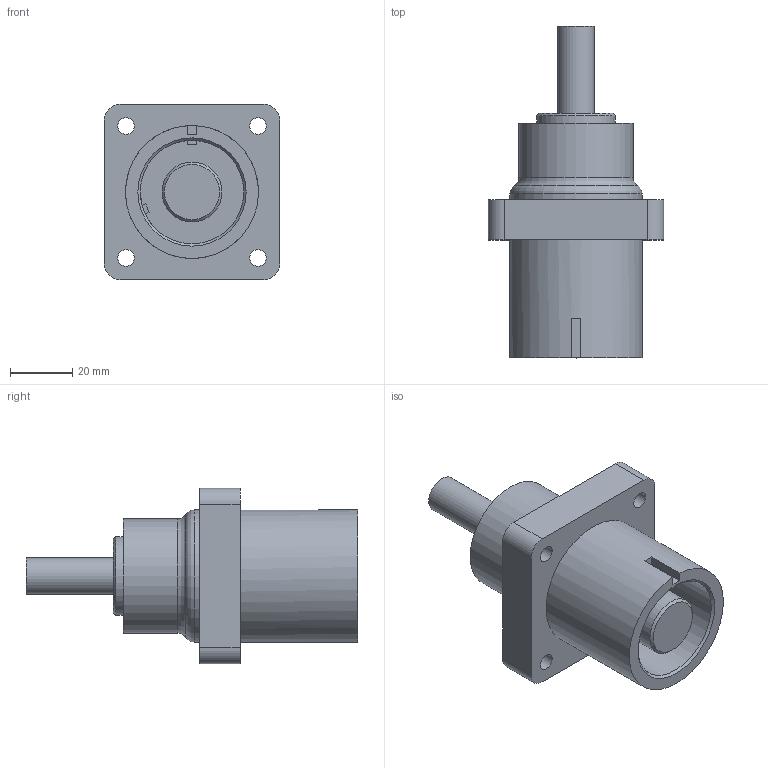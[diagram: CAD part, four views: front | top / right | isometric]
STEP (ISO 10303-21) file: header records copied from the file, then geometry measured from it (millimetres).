
FILE_DESCRIPTION(/* description */ ('Unknown'),/* implementation_level */ '2;1');
FILE_NAME(/* name */ 'PANEL SOURCE',/* time_stamp */ '2020-03-20T11:59:53+00:00',/* author */ ('Unknown'),/* organization */ ('Unknown'),/* preprocessor_version */ 'ST-DEVELOPER v16.7',/* originating_system */ 'DEX',/* authorisation */ $);
FILE_SCHEMA (('AUTOMOTIVE_DESIGN {1 0 10303 214 3 1 1}'));
Length unit declared in the file: millimetre
Products named in the file (2): PANEL SOURCE; IPSPS-E-GN-T5-UL
Assembly tree (1 placements, depth 2):
  PANEL SOURCE
    IPSPS-E-GN-T5-UL
Bounding box: 56.44 x 106.83 x 56.44 mm (x, y, z)
Volume: 91034.8 mm3; surface area: 30242.9 mm2
Topology: 1 solids, 1 shells, 98 faces, 256 edges, 172 vertices
Faces by surface type: cylinder 51, plane 42, cone 3, torus 2
Full cylindrical faces by diameter (mm): 5.334 x4, 11.836 x1, 19.304 x1, 25.349 x1, 33.337 x1, 36.703 x1, 42.545 x1, 42.799 x1
Entity records: 3630 total; most frequent: DIRECTION 540, CARTESIAN_POINT 490, ORIENTED_EDGE 458, EDGE_CURVE 229, AXIS2_PLACEMENT_3D 211, VERTEX_POINT 161, EDGE_LOOP 134, FACE_BOUND 134
